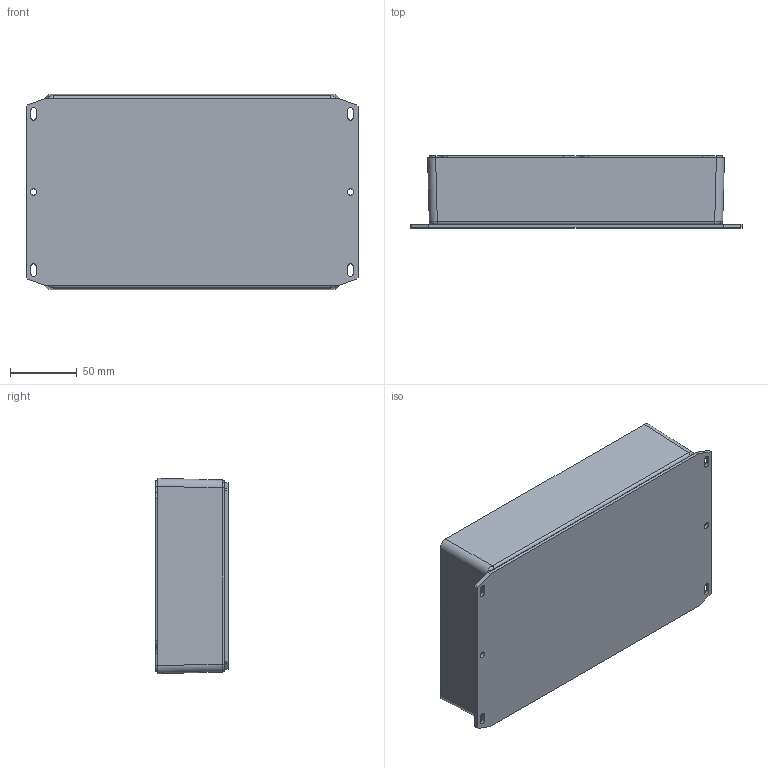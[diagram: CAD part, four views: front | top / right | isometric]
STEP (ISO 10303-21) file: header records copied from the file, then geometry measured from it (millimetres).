
FILE_DESCRIPTION(('FreeCAD Model'),'2;1');
FILE_NAME('Open CASCADE Shape Model','2026-01-27T16:09:57',('Author'),( ''),'Open CASCADE STEP processor 7.7','FreeCAD','Unknown');
FILE_SCHEMA(('AUTOMOTIVE_DESIGN { 1 0 10303 214 1 1 1 1 }'));
Length unit declared in the file: millimetre
Products named in the file (3): Unnamed; 1550Z220 BOX; 1550Z124 Flange
Assembly tree (2 placements, depth 2):
  Unnamed
    1550Z220 BOX
    1550Z124 Flange
Bounding box: 248.92 x 54.09 x 146.5 mm (x, y, z)
Volume: 311019.7 mm3; surface area: 212898.8 mm2
Topology: 2 solids, 2 shells, 500 faces, 1328 edges, 867 vertices
Faces by surface type: plane 189, bspline 169, cylinder 66, cone 54, torus 22
Full cylindrical faces by diameter (mm): 3 x4, 3.4 x6, 4.763 x2, 6 x6
Entity records: 24606 total; most frequent: CARTESIAN_POINT 13011, ORIENTED_EDGE 2656, DIRECTION 1917, EDGE_CURVE 1328, VERTEX_POINT 867, LINE 711, VECTOR 711, AXIS2_PLACEMENT_3D 603
